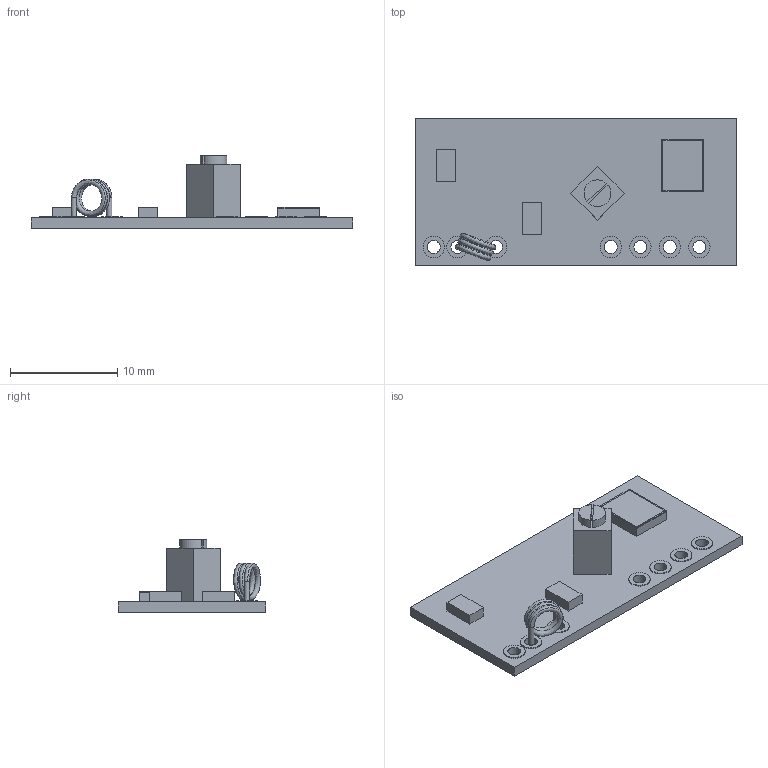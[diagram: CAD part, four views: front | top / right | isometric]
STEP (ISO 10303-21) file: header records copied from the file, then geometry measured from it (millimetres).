
FILE_DESCRIPTION(('FreeCAD Model'),'2;1');
FILE_NAME('Open CASCADE Shape Model','2022-09-25T17:12:05',(''),(''), 'Open CASCADE STEP processor 7.6','FreeCAD','Unknown');
FILE_SCHEMA(('AUTOMOTIVE_DESIGN { 1 0 10303 214 1 1 1 1 }'));
Length unit declared in the file: millimetre
Products named in the file (10): Unnamed1; pcb; small coil v1; Frequency Selector; 433 OOK Receiver; 433MhzRX v4; IC1; IC2; IC3; Chamfer
Assembly tree (13 placements, depth 4):
  Unnamed1
    pcb
    small coil v1
    Frequency Selector
    433 OOK Receiver
      pcb
      small coil v1
      Frequency Selector
    433MhzRX v4
      433 OOK Receiver
        pcb
        small coil v1
        Frequency Selector
    IC1
    IC2
    IC3
    Chamfer
Bounding box: 30 x 13.75 x 6.8 mm (x, y, z)
Volume: 1481.2 mm3; surface area: 3389.9 mm2
Topology: 13 solids, 13 shells, 163 faces, 341 edges, 231 vertices
Faces by surface type: plane 103, cylinder 54, bspline 6
Full cylindrical faces by diameter (mm): 0.5 x6, 1.2 x21, 2 x21
Entity records: 5414 total; most frequent: CARTESIAN_POINT 1744, DIRECTION 627, LINE 358, VECTOR 358, ORIENTED_EDGE 302, PCURVE 302, DEFINITIONAL_REPRESENTATION 302, EDGE_CURVE 151
